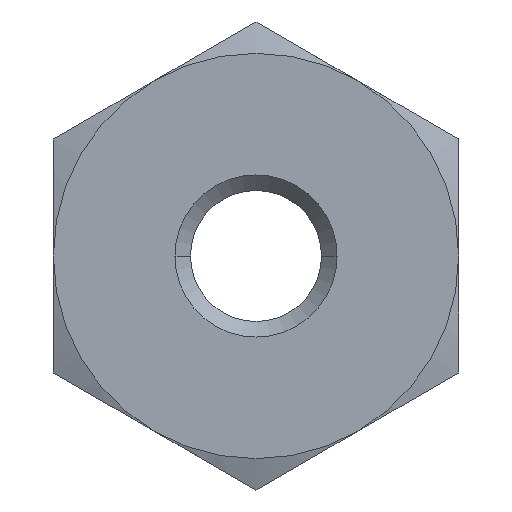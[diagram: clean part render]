
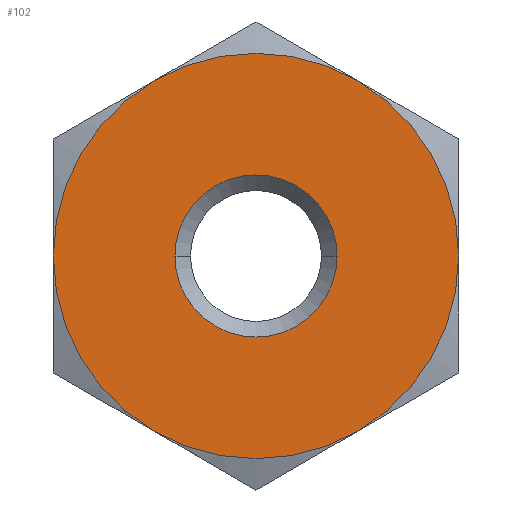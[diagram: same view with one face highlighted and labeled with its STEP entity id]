
A CAD part, front view. The second image highlights one B-rep face of the part: STEP entity #102.
In plain terms, the highlighted planar face has unit normal (0, -1, 0).
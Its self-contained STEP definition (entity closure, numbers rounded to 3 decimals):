
#102=ADVANCED_FACE('',(#204,#205),#206,.F.);
#204=FACE_BOUND('',#303,.T.);
#205=FACE_OUTER_BOUND('',#304,.T.);
#206=PLANE('',#305);
#303=EDGE_LOOP('',(#519,#520));
#304=EDGE_LOOP('',(#521,#522,#523,#524,#525,#526));
#305=AXIS2_PLACEMENT_3D('',#527,#528,#529);
#519=ORIENTED_EDGE('',*,*,#578,.T.);
#520=ORIENTED_EDGE('',*,*,#654,.T.);
#521=ORIENTED_EDGE('',*,*,#652,.F.);
#522=ORIENTED_EDGE('',*,*,#642,.F.);
#523=ORIENTED_EDGE('',*,*,#644,.F.);
#524=ORIENTED_EDGE('',*,*,#646,.F.);
#525=ORIENTED_EDGE('',*,*,#648,.T.);
#526=ORIENTED_EDGE('',*,*,#650,.F.);
#527=CARTESIAN_POINT('',(0.0,0.,7.506));
#528=DIRECTION('',(0.,1.0,0.));
#529=DIRECTION('',(1.0,0.,0.));
#578=EDGE_CURVE('',#679,#677,#680,.T.);
#642=EDGE_CURVE('',#712,#722,#772,.T.);
#644=EDGE_CURVE('',#699,#712,#774,.T.);
#646=EDGE_CURVE('',#751,#699,#776,.T.);
#648=EDGE_CURVE('',#751,#742,#778,.T.);
#650=EDGE_CURVE('',#732,#742,#780,.T.);
#652=EDGE_CURVE('',#722,#732,#782,.T.);
#654=EDGE_CURVE('',#677,#679,#784,.T.);
#677=VERTEX_POINT('',#809);
#679=VERTEX_POINT('',#812);
#680=CIRCLE('',#813,2.6);
#699=VERTEX_POINT('',#839);
#712=VERTEX_POINT('',#874);
#722=VERTEX_POINT('',#905);
#732=VERTEX_POINT('',#936);
#742=VERTEX_POINT('',#967);
#751=VERTEX_POINT('',#997);
#772=CIRCLE('',#1038,6.5);
#774=CIRCLE('',#1040,6.5);
#776=CIRCLE('',#1042,6.5);
#778=CIRCLE('',#1044,6.5);
#780=CIRCLE('',#1046,6.5);
#782=CIRCLE('',#1048,6.5);
#784=CIRCLE('',#1050,2.6);
#809=CARTESIAN_POINT('',(2.6,0.,0.));
#812=CARTESIAN_POINT('',(-2.6,0.,0.));
#813=AXIS2_PLACEMENT_3D('',#1072,#1073,#1074);
#839=CARTESIAN_POINT('',(-3.25,0.,5.629));
#874=CARTESIAN_POINT('',(3.25,0.,5.629));
#905=CARTESIAN_POINT('',(6.5,0.,0.));
#936=CARTESIAN_POINT('',(3.25,0.,-5.629));
#967=CARTESIAN_POINT('',(-3.25,0.,-5.629));
#997=CARTESIAN_POINT('',(-6.5,0.,0.));
#1038=AXIS2_PLACEMENT_3D('',#1115,#1116,#1117);
#1040=AXIS2_PLACEMENT_3D('',#1118,#1119,#1120);
#1042=AXIS2_PLACEMENT_3D('',#1121,#1122,#1123);
#1044=AXIS2_PLACEMENT_3D('',#1124,#1125,#1126);
#1046=AXIS2_PLACEMENT_3D('',#1127,#1128,#1129);
#1048=AXIS2_PLACEMENT_3D('',#1130,#1131,#1132);
#1050=AXIS2_PLACEMENT_3D('',#1133,#1134,#1135);
#1072=CARTESIAN_POINT('',(0.0,0.0,0.0));
#1073=DIRECTION('',(0.,1.0,0.));
#1074=DIRECTION('',(1.0,0.,0.));
#1115=CARTESIAN_POINT('',(0.0,0.0,0.0));
#1116=DIRECTION('',(0.,1.0,0.));
#1117=DIRECTION('',(1.0,0.,0.));
#1118=CARTESIAN_POINT('',(0.0,0.0,0.0));
#1119=DIRECTION('',(0.,1.0,0.));
#1120=DIRECTION('',(1.0,0.,0.));
#1121=CARTESIAN_POINT('',(0.0,0.0,0.0));
#1122=DIRECTION('',(0.,1.0,0.));
#1123=DIRECTION('',(1.0,0.,0.));
#1124=CARTESIAN_POINT('',(0.0,0.0,0.0));
#1125=DIRECTION('',(0.,-1.0,0.));
#1126=DIRECTION('',(-1.0,0.,0.));
#1127=CARTESIAN_POINT('',(0.0,0.0,0.0));
#1128=DIRECTION('',(0.,1.0,0.));
#1129=DIRECTION('',(1.0,0.,0.));
#1130=CARTESIAN_POINT('',(0.0,0.0,0.0));
#1131=DIRECTION('',(0.,1.0,0.));
#1132=DIRECTION('',(1.0,0.,0.));
#1133=CARTESIAN_POINT('',(0.0,0.0,0.0));
#1134=DIRECTION('',(0.,1.0,0.));
#1135=DIRECTION('',(1.0,0.,0.));
